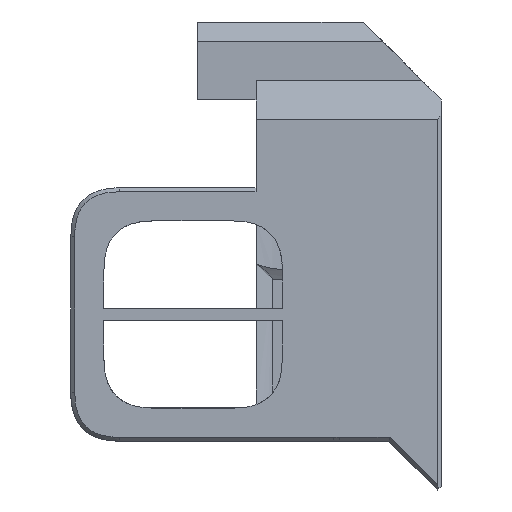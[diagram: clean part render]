
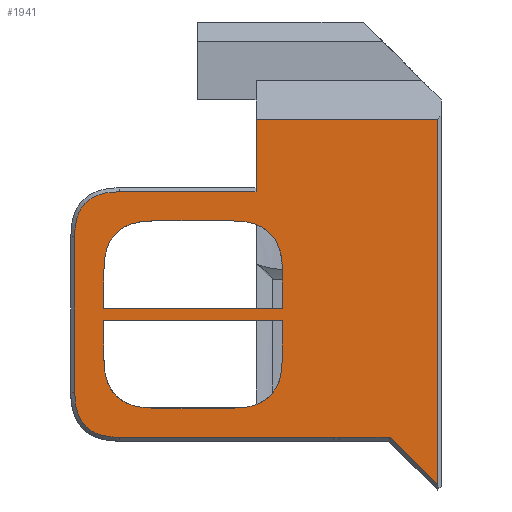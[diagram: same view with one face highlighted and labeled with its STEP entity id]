
A CAD part, left-side view. The second image highlights one B-rep face of the part: STEP entity #1941.
In plain terms, the highlighted planar face has unit normal (-1, 0, 0).
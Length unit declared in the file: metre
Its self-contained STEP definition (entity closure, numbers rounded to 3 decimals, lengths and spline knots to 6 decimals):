
#44=PLANE('',#2074);
#119=B_SPLINE_CURVE_WITH_KNOTS('',3,(#2870,#2871,#2872,#2873),
 .UNSPECIFIED.,.F.,.F.,(4,4),(0.,1.),.UNSPECIFIED.);
#120=B_SPLINE_CURVE_WITH_KNOTS('',3,(#2877,#2878,#2879,#2880),
 .UNSPECIFIED.,.F.,.F.,(4,4),(0.,1.),.UNSPECIFIED.);
#121=B_SPLINE_CURVE_WITH_KNOTS('',3,(#2886,#2887,#2888,#2889),
 .UNSPECIFIED.,.F.,.F.,(4,4),(0.,1.),.UNSPECIFIED.);
#122=B_SPLINE_CURVE_WITH_KNOTS('',3,(#2893,#2894,#2895,#2896),
 .UNSPECIFIED.,.F.,.F.,(4,4),(0.,1.),.UNSPECIFIED.);
#123=B_SPLINE_CURVE_WITH_KNOTS('',3,(#2908,#2909,#2910,#2911),
 .UNSPECIFIED.,.F.,.F.,(4,4),(0.,1.),.UNSPECIFIED.);
#124=B_SPLINE_CURVE_WITH_KNOTS('',3,(#2915,#2916,#2917,#2918),
 .UNSPECIFIED.,.F.,.F.,(4,4),(0.,1.),.UNSPECIFIED.);
#197=LINE('',#2863,#385);
#198=LINE('',#2866,#386);
#199=LINE('',#2868,#387);
#200=LINE('',#2875,#388);
#201=LINE('',#2881,#389);
#202=LINE('',#2884,#390);
#203=LINE('',#2891,#391);
#204=LINE('',#2898,#392);
#205=LINE('',#2899,#393);
#206=LINE('',#2902,#394);
#207=LINE('',#2904,#395);
#208=LINE('',#2906,#396);
#209=LINE('',#2913,#397);
#210=LINE('',#2920,#398);
#211=LINE('',#2922,#399);
#212=LINE('',#2924,#400);
#213=LINE('',#2926,#401);
#385=VECTOR('',#2295,1.);
#386=VECTOR('',#2296,1.);
#387=VECTOR('',#2297,1.);
#388=VECTOR('',#2298,1.);
#389=VECTOR('',#2299,1.);
#390=VECTOR('',#2300,1.);
#391=VECTOR('',#2301,1.);
#392=VECTOR('',#2302,1.);
#393=VECTOR('',#2303,1.);
#394=VECTOR('',#2304,1.);
#395=VECTOR('',#2305,1.);
#396=VECTOR('',#2306,1.);
#397=VECTOR('',#2307,1.);
#398=VECTOR('',#2308,1.);
#399=VECTOR('',#2309,1.);
#400=VECTOR('',#2310,1.);
#401=VECTOR('',#2311,1.);
#605=ORIENTED_EDGE('',*,*,#1187,.F.);
#606=ORIENTED_EDGE('',*,*,#1188,.T.);
#607=ORIENTED_EDGE('',*,*,#1189,.T.);
#608=ORIENTED_EDGE('',*,*,#1190,.T.);
#609=ORIENTED_EDGE('',*,*,#1191,.F.);
#610=ORIENTED_EDGE('',*,*,#1192,.T.);
#611=ORIENTED_EDGE('',*,*,#1193,.F.);
#612=ORIENTED_EDGE('',*,*,#1194,.F.);
#613=ORIENTED_EDGE('',*,*,#1195,.T.);
#614=ORIENTED_EDGE('',*,*,#1196,.T.);
#615=ORIENTED_EDGE('',*,*,#1197,.T.);
#616=ORIENTED_EDGE('',*,*,#1198,.T.);
#617=ORIENTED_EDGE('',*,*,#1199,.T.);
#618=ORIENTED_EDGE('',*,*,#1200,.T.);
#619=ORIENTED_EDGE('',*,*,#1201,.T.);
#620=ORIENTED_EDGE('',*,*,#1202,.T.);
#621=ORIENTED_EDGE('',*,*,#1203,.T.);
#622=ORIENTED_EDGE('',*,*,#1204,.T.);
#623=ORIENTED_EDGE('',*,*,#1205,.T.);
#624=ORIENTED_EDGE('',*,*,#1206,.T.);
#625=ORIENTED_EDGE('',*,*,#1207,.T.);
#626=ORIENTED_EDGE('',*,*,#1208,.T.);
#627=ORIENTED_EDGE('',*,*,#1209,.T.);
#1187=EDGE_CURVE('',#1475,#1476,#197,.T.);
#1188=EDGE_CURVE('',#1475,#1477,#198,.T.);
#1189=EDGE_CURVE('',#1477,#1478,#199,.T.);
#1190=EDGE_CURVE('',#1478,#1479,#119,.T.);
#1191=EDGE_CURVE('',#1480,#1479,#200,.T.);
#1192=EDGE_CURVE('',#1480,#1476,#120,.T.);
#1193=EDGE_CURVE('',#1481,#1482,#201,.T.);
#1194=EDGE_CURVE('',#1483,#1481,#202,.T.);
#1195=EDGE_CURVE('',#1483,#1484,#121,.T.);
#1196=EDGE_CURVE('',#1484,#1485,#203,.T.);
#1197=EDGE_CURVE('',#1485,#1486,#122,.T.);
#1198=EDGE_CURVE('',#1486,#1482,#204,.T.);
#1199=EDGE_CURVE('',#1487,#1488,#205,.T.);
#1200=EDGE_CURVE('',#1488,#1489,#206,.T.);
#1201=EDGE_CURVE('',#1489,#1490,#207,.T.);
#1202=EDGE_CURVE('',#1490,#1491,#208,.T.);
#1203=EDGE_CURVE('',#1491,#1492,#123,.T.);
#1204=EDGE_CURVE('',#1492,#1493,#209,.T.);
#1205=EDGE_CURVE('',#1493,#1494,#124,.T.);
#1206=EDGE_CURVE('',#1494,#1495,#210,.T.);
#1207=EDGE_CURVE('',#1495,#1496,#211,.T.);
#1208=EDGE_CURVE('',#1496,#1497,#212,.T.);
#1209=EDGE_CURVE('',#1497,#1487,#213,.T.);
#1475=VERTEX_POINT('',#2864);
#1476=VERTEX_POINT('',#2865);
#1477=VERTEX_POINT('',#2867);
#1478=VERTEX_POINT('',#2869);
#1479=VERTEX_POINT('',#2874);
#1480=VERTEX_POINT('',#2876);
#1481=VERTEX_POINT('',#2882);
#1482=VERTEX_POINT('',#2883);
#1483=VERTEX_POINT('',#2885);
#1484=VERTEX_POINT('',#2890);
#1485=VERTEX_POINT('',#2892);
#1486=VERTEX_POINT('',#2897);
#1487=VERTEX_POINT('',#2900);
#1488=VERTEX_POINT('',#2901);
#1489=VERTEX_POINT('',#2903);
#1490=VERTEX_POINT('',#2905);
#1491=VERTEX_POINT('',#2907);
#1492=VERTEX_POINT('',#2912);
#1493=VERTEX_POINT('',#2914);
#1494=VERTEX_POINT('',#2919);
#1495=VERTEX_POINT('',#2921);
#1496=VERTEX_POINT('',#2923);
#1497=VERTEX_POINT('',#2925);
#1678=EDGE_LOOP('',(#605,#606,#607,#608,#609,#610));
#1679=EDGE_LOOP('',(#611,#612,#613,#614,#615,#616));
#1680=EDGE_LOOP('',(#617,#618,#619,#620,#621,#622,#623,#624,#625,#626,#627));
#1804=FACE_BOUND('',#1678,.T.);
#1805=FACE_BOUND('',#1679,.T.);
#1806=FACE_BOUND('',#1680,.T.);
#1941=ADVANCED_FACE('',(#1804,#1805,#1806),#44,.T.);
#2074=AXIS2_PLACEMENT_3D('',#2862,#2293,#2294);
#2293=DIRECTION('',(-1.,0.,0.));
#2294=DIRECTION('',(0.,0.,1.));
#2295=DIRECTION('',(0.,0.,-1.));
#2296=DIRECTION('',(0.,-1.,0.));
#2297=DIRECTION('',(0.,0.,-1.));
#2298=DIRECTION('',(0.,-1.,0.));
#2299=DIRECTION('',(0.,-1.,0.));
#2300=DIRECTION('',(0.,0.,-1.));
#2301=DIRECTION('',(0.,-1.,0.));
#2302=DIRECTION('',(0.,0.,-1.));
#2303=DIRECTION('',(0.,0.,1.));
#2304=DIRECTION('',(0.,1.,0.));
#2305=DIRECTION('',(0.,0.,-1.));
#2306=DIRECTION('',(0.,1.,0.));
#2307=DIRECTION('',(0.,0.,-1.));
#2308=DIRECTION('',(0.,-1.,0.));
#2309=DIRECTION('',(0.,-1.,0.));
#2310=DIRECTION('',(0.,-1.,0.));
#2311=DIRECTION('',(0.,-0.707,-0.707));
#2862=CARTESIAN_POINT('',(-0.016812,0.039296,-0.183626));
#2863=CARTESIAN_POINT('',(-0.016812,0.041895,-0.180626));
#2864=CARTESIAN_POINT('',(-0.016812,0.041895,-0.181226));
#2865=CARTESIAN_POINT('',(-0.016812,0.041895,-0.185226));
#2866=CARTESIAN_POINT('',(-0.016812,0.042496,-0.181226));
#2867=CARTESIAN_POINT('',(-0.016812,0.023596,-0.181226));
#2868=CARTESIAN_POINT('',(-0.016812,0.023596,-0.18132));
#2869=CARTESIAN_POINT('',(-0.016812,0.023596,-0.185226));
#2870=CARTESIAN_POINT('',(-0.016812,0.023596,-0.185226));
#2871=CARTESIAN_POINT('',(-0.016812,0.023596,-0.188211));
#2872=CARTESIAN_POINT('',(-0.016812,0.024932,-0.189859));
#2873=CARTESIAN_POINT('',(-0.016812,0.027604,-0.190171));
#2874=CARTESIAN_POINT('',(-0.016812,0.027604,-0.190171));
#2875=CARTESIAN_POINT('',(-0.016812,0.031462,-0.190171));
#2876=CARTESIAN_POINT('',(-0.016812,0.037886,-0.190171));
#2877=CARTESIAN_POINT('',(-0.016812,0.037886,-0.190171));
#2878=CARTESIAN_POINT('',(-0.016812,0.040559,-0.189859));
#2879=CARTESIAN_POINT('',(-0.016812,0.041895,-0.188211));
#2880=CARTESIAN_POINT('',(-0.016812,0.041895,-0.185226));
#2881=CARTESIAN_POINT('',(-0.016812,0.042496,-0.180026));
#2882=CARTESIAN_POINT('',(-0.016812,0.041895,-0.180026));
#2883=CARTESIAN_POINT('',(-0.016812,0.023596,-0.180026));
#2884=CARTESIAN_POINT('',(-0.016812,0.041895,-0.180626));
#2885=CARTESIAN_POINT('',(-0.016812,0.041895,-0.176026));
#2886=CARTESIAN_POINT('',(-0.016812,0.041895,-0.176026));
#2887=CARTESIAN_POINT('',(-0.016812,0.041895,-0.172692));
#2888=CARTESIAN_POINT('',(-0.016812,0.040229,-0.171026));
#2889=CARTESIAN_POINT('',(-0.016812,0.036895,-0.171026));
#2890=CARTESIAN_POINT('',(-0.016812,0.036895,-0.171026));
#2891=CARTESIAN_POINT('',(-0.016812,0.032387,-0.171026));
#2892=CARTESIAN_POINT('',(-0.016812,0.028596,-0.171026));
#2893=CARTESIAN_POINT('',(-0.016812,0.028596,-0.171026));
#2894=CARTESIAN_POINT('',(-0.016812,0.025262,-0.171026));
#2895=CARTESIAN_POINT('',(-0.016812,0.023596,-0.172692));
#2896=CARTESIAN_POINT('',(-0.016812,0.023596,-0.176026));
#2897=CARTESIAN_POINT('',(-0.016812,0.023596,-0.176026));
#2898=CARTESIAN_POINT('',(-0.016812,0.023596,-0.18132));
#2899=CARTESIAN_POINT('',(-0.016812,0.007696,-0.183626));
#2900=CARTESIAN_POINT('',(-0.016812,0.007696,-0.19806));
#2901=CARTESIAN_POINT('',(-0.016812,0.007696,-0.160616));
#2902=CARTESIAN_POINT('',(-0.016812,0.039296,-0.160616));
#2903=CARTESIAN_POINT('',(-0.016812,0.026296,-0.160616));
#2904=CARTESIAN_POINT('',(-0.016812,0.026296,-0.145625));
#2905=CARTESIAN_POINT('',(-0.016812,0.026296,-0.168026));
#2906=CARTESIAN_POINT('',(-0.016812,0.039296,-0.168026));
#2907=CARTESIAN_POINT('',(-0.016812,0.040296,-0.168026));
#2908=CARTESIAN_POINT('',(-0.016812,0.040296,-0.168026));
#2909=CARTESIAN_POINT('',(-0.016812,0.043409,-0.168031));
#2910=CARTESIAN_POINT('',(-0.016812,0.044891,-0.169505));
#2911=CARTESIAN_POINT('',(-0.016812,0.044896,-0.172626));
#2912=CARTESIAN_POINT('',(-0.016812,0.044896,-0.172626));
#2913=CARTESIAN_POINT('',(-0.016812,0.044896,-0.188626));
#2914=CARTESIAN_POINT('',(-0.016812,0.044896,-0.188626));
#2915=CARTESIAN_POINT('',(-0.016812,0.044896,-0.188626));
#2916=CARTESIAN_POINT('',(-0.016812,0.044891,-0.19174));
#2917=CARTESIAN_POINT('',(-0.016812,0.043417,-0.193221));
#2918=CARTESIAN_POINT('',(-0.016812,0.040296,-0.193226));
#2919=CARTESIAN_POINT('',(-0.016812,0.040296,-0.193226));
#2920=CARTESIAN_POINT('',(-0.016812,0.039296,-0.193226));
#2921=CARTESIAN_POINT('',(-0.016812,0.01833,-0.193226));
#2922=CARTESIAN_POINT('',(-0.016812,0.039296,-0.193226));
#2923=CARTESIAN_POINT('',(-0.016812,0.01763,-0.193226));
#2924=CARTESIAN_POINT('',(-0.016812,0.039296,-0.193226));
#2925=CARTESIAN_POINT('',(-0.016812,0.01253,-0.193226));
#2926=CARTESIAN_POINT('',(-0.016812,0.030713,-0.175043));
